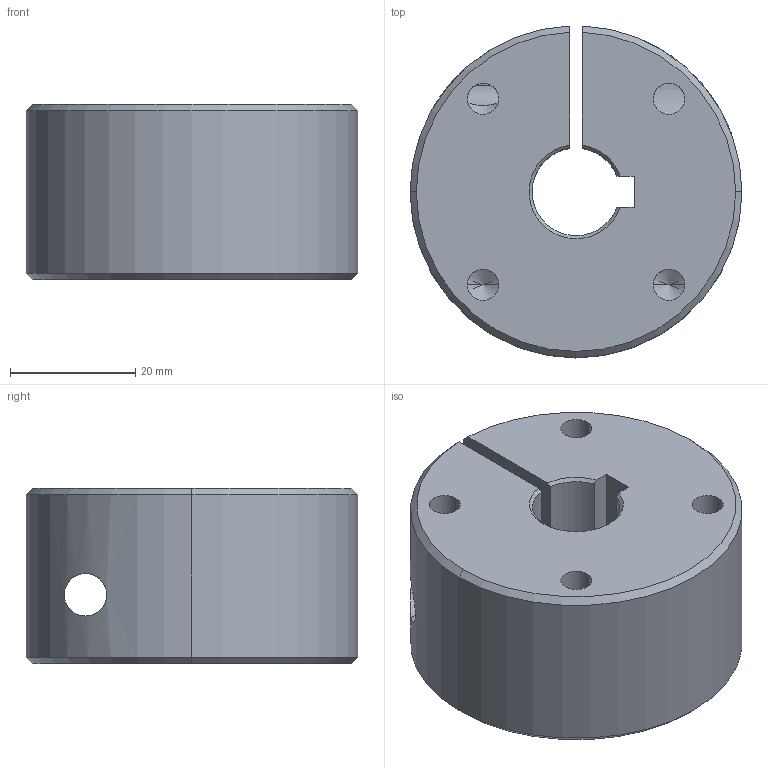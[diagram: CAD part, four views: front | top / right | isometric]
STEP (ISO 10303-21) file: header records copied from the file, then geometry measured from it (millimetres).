
FILE_DESCRIPTION (( 'STEP AP214' ), '1' );
FILE_NAME ('102904.A.Moyeu.STEP', '2023-11-20T09:14:47', ( '' ), ( '' ), 'SwSTEP 2.0', 'SolidWorks 2015', '' );
FILE_SCHEMA (( 'AUTOMOTIVE_DESIGN' ));
Length unit declared in the file: millimetre
Products named in the file (1): 102904.A.Moyeu
Bounding box: 53 x 52.98 x 28 mm (x, y, z)
Volume: 51898 mm3; surface area: 12388.5 mm2
Topology: 1 solids, 1 shells, 44 faces, 117 edges, 73 vertices
Faces by surface type: cylinder 20, cone 16, plane 8
Entity records: 1675 total; most frequent: CARTESIAN_POINT 515, ORIENTED_EDGE 226, DIRECTION 223, EDGE_CURVE 113, AXIS2_PLACEMENT_3D 89, VERTEX_POINT 73, EDGE_LOOP 54, LINE 45
